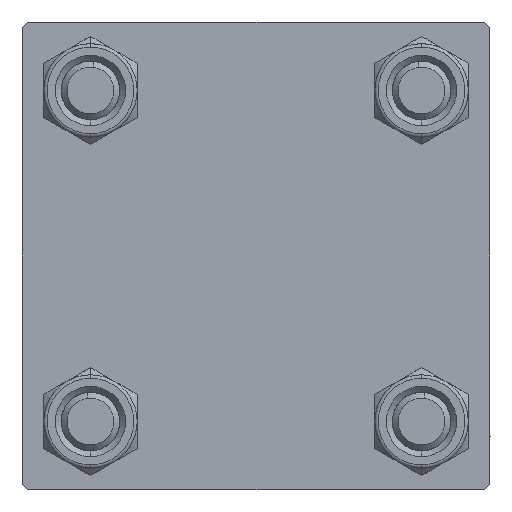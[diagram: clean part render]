
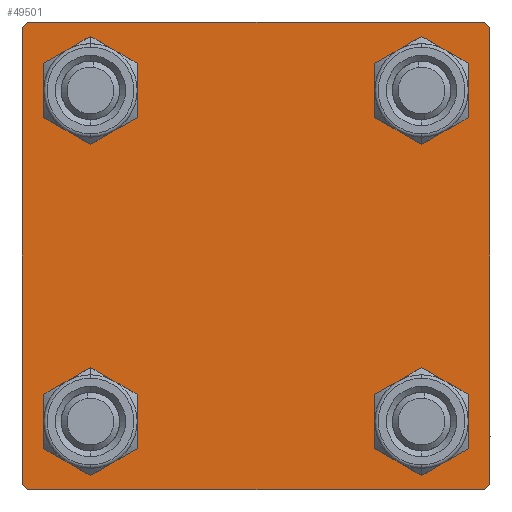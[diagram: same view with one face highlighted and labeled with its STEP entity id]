
A CAD part, left-side view. The second image highlights one B-rep face of the part: STEP entity #49501.
In plain terms, the highlighted planar face has unit normal (-1, 0, 0).
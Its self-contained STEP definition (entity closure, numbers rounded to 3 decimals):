
#60 = CARTESIAN_POINT ( 'NONE',  ( 0., 0., 0. ) ) ;
#270 = DIRECTION ( 'NONE',  ( 1., 0., 0. ) ) ;
#347 = ORIENTED_EDGE ( 'NONE', *, *, #12325, .T. ) ;
#395 = CIRCLE ( 'NONE', #5244, 3. ) ;
#519 = VERTEX_POINT ( 'NONE', #10955 ) ;
#913 = VECTOR ( 'NONE', #8096, 1000. ) ;
#1587 = ORIENTED_EDGE ( 'NONE', *, *, #29124, .T. ) ;
#1656 = VERTEX_POINT ( 'NONE', #8354 ) ;
#2085 = CARTESIAN_POINT ( 'NONE',  ( 0., -14.15, -17.15 ) ) ;
#2207 = DIRECTION ( 'NONE',  ( 0., -1., 0. ) ) ;
#2322 = VERTEX_POINT ( 'NONE', #38286 ) ;
#3018 = LINE ( 'NONE', #14160, #34921 ) ;
#3054 = CARTESIAN_POINT ( 'NONE',  ( 0., 19.5, 20. ) ) ;
#3390 = ORIENTED_EDGE ( 'NONE', *, *, #17863, .T. ) ;
#3407 = CARTESIAN_POINT ( 'NONE',  ( 0., 14.15, 14.15 ) ) ;
#3435 = VERTEX_POINT ( 'NONE', #10479 ) ;
#5244 = AXIS2_PLACEMENT_3D ( 'NONE', #11761, #26965, #45462 ) ;
#5264 = CARTESIAN_POINT ( 'NONE',  ( 0., -20., 19.5 ) ) ;
#6154 = ORIENTED_EDGE ( 'NONE', *, *, #18643, .T. ) ;
#6231 = VERTEX_POINT ( 'NONE', #40060 ) ;
#6494 = DIRECTION ( 'NONE',  ( 0., 0., -1. ) ) ;
#6951 = CARTESIAN_POINT ( 'NONE',  ( 0., -14.15, 17.15 ) ) ;
#7204 = DIRECTION ( 'NONE',  ( 0., 0., 1. ) ) ;
#7345 = EDGE_CURVE ( 'NONE', #35277, #6231, #43069, .T. ) ;
#8096 = DIRECTION ( 'NONE',  ( 0., 0.707, -0.707 ) ) ;
#8354 = CARTESIAN_POINT ( 'NONE',  ( 0., 14.15, 11.15 ) ) ;
#8371 = DIRECTION ( 'NONE',  ( 0., 0., 1. ) ) ;
#8713 = CARTESIAN_POINT ( 'NONE',  ( 0., 20., -19.5 ) ) ;
#8839 = DIRECTION ( 'NONE',  ( 0., 0., 1. ) ) ;
#9315 = CARTESIAN_POINT ( 'NONE',  ( 0., 20., -20. ) ) ;
#10479 = CARTESIAN_POINT ( 'NONE',  ( 0., -20., -19.5 ) ) ;
#10586 = CARTESIAN_POINT ( 'NONE',  ( 0., 14.15, 17.15 ) ) ;
#10692 = AXIS2_PLACEMENT_3D ( 'NONE', #33831, #11023, #37891 ) ;
#10955 = CARTESIAN_POINT ( 'NONE',  ( 0., 14.15, -11.15 ) ) ;
#10996 = ORIENTED_EDGE ( 'NONE', *, *, #18204, .T. ) ;
#11023 = DIRECTION ( 'NONE',  ( 1., 0., 0. ) ) ;
#11761 = CARTESIAN_POINT ( 'NONE',  ( 0., 14.15, -14.15 ) ) ;
#12325 = EDGE_CURVE ( 'NONE', #23085, #19748, #25375, .T. ) ;
#12355 = EDGE_LOOP ( 'NONE', ( #36122, #10996, #3390, #26302, #43156, #6154, #46740, #34422 ) ) ;
#12666 = ORIENTED_EDGE ( 'NONE', *, *, #40527, .T. ) ;
#12705 = DIRECTION ( 'NONE',  ( 0., 0., 1. ) ) ;
#13027 = EDGE_CURVE ( 'NONE', #49710, #1656, #27027, .T. ) ;
#13230 = CARTESIAN_POINT ( 'NONE',  ( 0., -19.75, -19.75 ) ) ;
#13891 = ORIENTED_EDGE ( 'NONE', *, *, #15831, .T. ) ;
#13964 = DIRECTION ( 'NONE',  ( 0., -0.707, 0.707 ) ) ;
#14160 = CARTESIAN_POINT ( 'NONE',  ( 0., 20., 20. ) ) ;
#14336 = DIRECTION ( 'NONE',  ( 1., 0., 0. ) ) ;
#14422 = AXIS2_PLACEMENT_3D ( 'NONE', #29821, #14336, #38172 ) ;
#14495 = FACE_BOUND ( 'NONE', #17634, .T. ) ;
#14603 = EDGE_CURVE ( 'NONE', #519, #2322, #395, .T. ) ;
#14960 = AXIS2_PLACEMENT_3D ( 'NONE', #60, #46448, #15525 ) ;
#15525 = DIRECTION ( 'NONE',  ( 0., 0., 1. ) ) ;
#15831 = EDGE_CURVE ( 'NONE', #1656, #49710, #48505, .T. ) ;
#16044 = CIRCLE ( 'NONE', #14422, 3. ) ;
#16065 = VERTEX_POINT ( 'NONE', #41312 ) ;
#16750 = CARTESIAN_POINT ( 'NONE',  ( 0., -14.15, 11.15 ) ) ;
#16996 = DIRECTION ( 'NONE',  ( 1., 0., 0. ) ) ;
#17634 = EDGE_LOOP ( 'NONE', ( #25226, #13891 ) ) ;
#17863 = EDGE_CURVE ( 'NONE', #47332, #24180, #25007, .T. ) ;
#17969 = DIRECTION ( 'NONE',  ( 0., -1., 0. ) ) ;
#18204 = EDGE_CURVE ( 'NONE', #45971, #47332, #43972, .T. ) ;
#18402 = VECTOR ( 'NONE', #45813, 1000. ) ;
#18643 = EDGE_CURVE ( 'NONE', #41639, #16065, #42049, .T. ) ;
#18708 = EDGE_LOOP ( 'NONE', ( #45129, #12666 ) ) ;
#19676 = CARTESIAN_POINT ( 'NONE',  ( 0., -14.15, -11.15 ) ) ;
#19748 = VERTEX_POINT ( 'NONE', #16750 ) ;
#19826 = VECTOR ( 'NONE', #6494, 1000. ) ;
#20828 = DIRECTION ( 'NONE',  ( 1., 0., 0. ) ) ;
#21201 = CIRCLE ( 'NONE', #10692, 3. ) ;
#21466 = LINE ( 'NONE', #22197, #19826 ) ;
#21993 = VERTEX_POINT ( 'NONE', #2085 ) ;
#22197 = CARTESIAN_POINT ( 'NONE',  ( 0., 20., 20. ) ) ;
#23085 = VERTEX_POINT ( 'NONE', #6951 ) ;
#23417 = DIRECTION ( 'NONE',  ( 1., 0., 0. ) ) ;
#24180 = VERTEX_POINT ( 'NONE', #34016 ) ;
#24432 = EDGE_LOOP ( 'NONE', ( #28760, #26228 ) ) ;
#24600 = EDGE_CURVE ( 'NONE', #41639, #3435, #29361, .T. ) ;
#25007 = LINE ( 'NONE', #9315, #31928 ) ;
#25226 = ORIENTED_EDGE ( 'NONE', *, *, #13027, .T. ) ;
#25375 = CIRCLE ( 'NONE', #48050, 3. ) ;
#25821 = AXIS2_PLACEMENT_3D ( 'NONE', #45187, #270, #8371 ) ;
#26228 = ORIENTED_EDGE ( 'NONE', *, *, #48150, .T. ) ;
#26302 = ORIENTED_EDGE ( 'NONE', *, *, #30092, .T. ) ;
#26389 = EDGE_CURVE ( 'NONE', #27079, #21993, #16044, .T. ) ;
#26922 = FACE_OUTER_BOUND ( 'NONE', #12355, .T. ) ;
#26965 = DIRECTION ( 'NONE',  ( 1., 0., 0. ) ) ;
#27027 = CIRCLE ( 'NONE', #33488, 3. ) ;
#27079 = VERTEX_POINT ( 'NONE', #19676 ) ;
#27188 = FACE_BOUND ( 'NONE', #24432, .T. ) ;
#28760 = ORIENTED_EDGE ( 'NONE', *, *, #26389, .T. ) ;
#28762 = CARTESIAN_POINT ( 'NONE',  ( 0., 19.75, -19.75 ) ) ;
#28927 = CARTESIAN_POINT ( 'NONE',  ( 0., 19.5, -20. ) ) ;
#28930 = CARTESIAN_POINT ( 'NONE',  ( 0., -14.15, -14.15 ) ) ;
#29124 = EDGE_CURVE ( 'NONE', #19748, #23085, #50000, .T. ) ;
#29264 = DIRECTION ( 'NONE',  ( 0., -0.707, -0.707 ) ) ;
#29361 = LINE ( 'NONE', #37218, #18402 ) ;
#29821 = CARTESIAN_POINT ( 'NONE',  ( 0., -14.15, -14.15 ) ) ;
#30092 = EDGE_CURVE ( 'NONE', #24180, #3435, #40347, .T. ) ;
#31798 = VECTOR ( 'NONE', #38516, 1000. ) ;
#31905 = DIRECTION ( 'NONE',  ( 1., 0., 0. ) ) ;
#31928 = VECTOR ( 'NONE', #2207, 1000. ) ;
#31989 = CIRCLE ( 'NONE', #38482, 3. ) ;
#33488 = AXIS2_PLACEMENT_3D ( 'NONE', #35781, #16996, #12705 ) ;
#33831 = CARTESIAN_POINT ( 'NONE',  ( 0., 14.15, -14.15 ) ) ;
#34016 = CARTESIAN_POINT ( 'NONE',  ( 0., -19.5, -20. ) ) ;
#34422 = ORIENTED_EDGE ( 'NONE', *, *, #7345, .T. ) ;
#34921 = VECTOR ( 'NONE', #17969, 1000. ) ;
#35277 = VERTEX_POINT ( 'NONE', #3054 ) ;
#35781 = CARTESIAN_POINT ( 'NONE',  ( 0., 14.15, 14.15 ) ) ;
#36122 = ORIENTED_EDGE ( 'NONE', *, *, #48753, .T. ) ;
#37218 = CARTESIAN_POINT ( 'NONE',  ( 0., -20., 20. ) ) ;
#37831 = FACE_BOUND ( 'NONE', #38736, .T. ) ;
#37880 = VECTOR ( 'NONE', #13964, 1000. ) ;
#37891 = DIRECTION ( 'NONE',  ( 0., 0., 1. ) ) ;
#38172 = DIRECTION ( 'NONE',  ( 0., 0., 1. ) ) ;
#38286 = CARTESIAN_POINT ( 'NONE',  ( 0., 14.15, -17.15 ) ) ;
#38360 = EDGE_CURVE ( 'NONE', #35277, #16065, #3018, .T. ) ;
#38482 = AXIS2_PLACEMENT_3D ( 'NONE', #28930, #20828, #44380 ) ;
#38516 = DIRECTION ( 'NONE',  ( 0., 0.707, 0.707 ) ) ;
#38736 = EDGE_LOOP ( 'NONE', ( #347, #1587 ) ) ;
#38853 = PLANE ( 'NONE',  #14960 ) ;
#39269 = CARTESIAN_POINT ( 'NONE',  ( 0., -14.15, 14.15 ) ) ;
#40060 = CARTESIAN_POINT ( 'NONE',  ( 0., 20., 19.5 ) ) ;
#40347 = LINE ( 'NONE', #13230, #37880 ) ;
#40527 = EDGE_CURVE ( 'NONE', #2322, #519, #21201, .T. ) ;
#41233 = AXIS2_PLACEMENT_3D ( 'NONE', #3407, #23417, #7204 ) ;
#41312 = CARTESIAN_POINT ( 'NONE',  ( 0., -19.5, 20. ) ) ;
#41625 = FACE_BOUND ( 'NONE', #18708, .T. ) ;
#41639 = VERTEX_POINT ( 'NONE', #5264 ) ;
#42049 = LINE ( 'NONE', #49911, #31798 ) ;
#42818 = CARTESIAN_POINT ( 'NONE',  ( 0., 19.75, 19.75 ) ) ;
#43069 = LINE ( 'NONE', #42818, #913 ) ;
#43156 = ORIENTED_EDGE ( 'NONE', *, *, #24600, .F. ) ;
#43258 = VECTOR ( 'NONE', #29264, 1000. ) ;
#43972 = LINE ( 'NONE', #28762, #43258 ) ;
#44380 = DIRECTION ( 'NONE',  ( 0., 0., 1. ) ) ;
#45129 = ORIENTED_EDGE ( 'NONE', *, *, #14603, .T. ) ;
#45187 = CARTESIAN_POINT ( 'NONE',  ( 0., -14.15, 14.15 ) ) ;
#45462 = DIRECTION ( 'NONE',  ( 0., 0., 1. ) ) ;
#45813 = DIRECTION ( 'NONE',  ( 0., 0., -1. ) ) ;
#45971 = VERTEX_POINT ( 'NONE', #8713 ) ;
#46448 = DIRECTION ( 'NONE',  ( -1., 0., 0. ) ) ;
#46740 = ORIENTED_EDGE ( 'NONE', *, *, #38360, .F. ) ;
#47332 = VERTEX_POINT ( 'NONE', #28927 ) ;
#48050 = AXIS2_PLACEMENT_3D ( 'NONE', #39269, #31905, #8839 ) ;
#48150 = EDGE_CURVE ( 'NONE', #21993, #27079, #31989, .T. ) ;
#48505 = CIRCLE ( 'NONE', #41233, 3. ) ;
#48753 = EDGE_CURVE ( 'NONE', #6231, #45971, #21466, .T. ) ;
#49501 = ADVANCED_FACE ( 'NONE', ( #37831, #27188, #41625, #14495, #26922 ), #38853, .T. ) ;
#49710 = VERTEX_POINT ( 'NONE', #10586 ) ;
#49911 = CARTESIAN_POINT ( 'NONE',  ( 0., -19.75, 19.75 ) ) ;
#50000 = CIRCLE ( 'NONE', #25821, 3. ) ;
